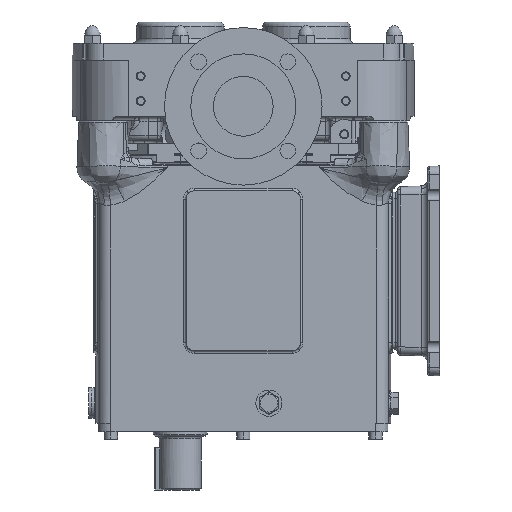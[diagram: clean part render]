
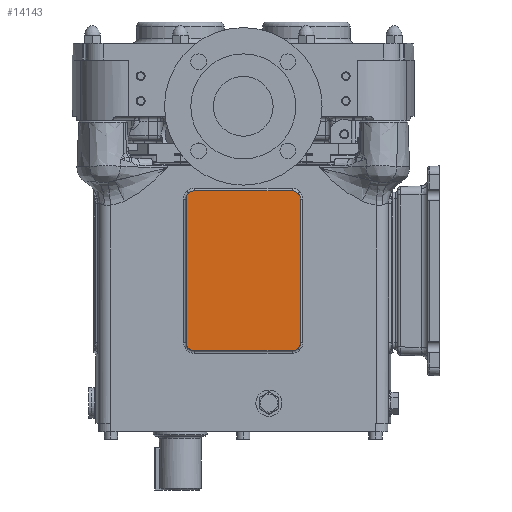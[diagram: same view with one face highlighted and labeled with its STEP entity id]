
A CAD part, left-side view. The second image highlights one B-rep face of the part: STEP entity #14143.
In plain terms, the highlighted planar face has unit normal (-1, 0, 0).
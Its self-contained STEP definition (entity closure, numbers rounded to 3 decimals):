
#145 = VERTEX_POINT ( 'NONE', #22931 ) ;
#954 = EDGE_CURVE ( 'NONE', #5693, #55630, #18025, .T. ) ;
#1407 = EDGE_CURVE ( 'NONE', #145, #18574, #24952, .T. ) ;
#2491 = CARTESIAN_POINT ( 'NONE',  ( -98., -69.175, -291.354 ) ) ;
#5106 = CARTESIAN_POINT ( 'NONE',  ( -98., 69.175, -295.317 ) ) ;
#5693 = VERTEX_POINT ( 'NONE', #64415 ) ;
#6981 = CARTESIAN_POINT ( 'NONE',  ( -98., 59.181, -295.492 ) ) ;
#7862 = CARTESIAN_POINT ( 'NONE',  ( -98., -59.181, -102.143 ) ) ;
#8389 = CARTESIAN_POINT ( 'NONE',  ( -98., 65.036, -102.143 ) ) ;
#9333 = ORIENTED_EDGE ( 'NONE', *, *, #21646, .T. ) ;
#10349 = EDGE_CURVE ( 'NONE', #23678, #18574, #64068, .T. ) ;
#11010 = LINE ( 'NONE', #52551, #37232 ) ;
#11073 = CARTESIAN_POINT ( 'NONE',  ( -98., 69.175, -291.354 ) ) ;
#11123 = ORIENTED_EDGE ( 'NONE', *, *, #17887, .F. ) ;
#11521 = PLANE ( 'NONE',  #33295 ) ;
#12789 = CARTESIAN_POINT ( 'NONE',  ( -98., 59.181, -102.143 ) ) ;
#13646 = CARTESIAN_POINT ( 'NONE',  ( -98., -65.036, -295.492 ) ) ;
#13924 = VECTOR ( 'NONE', #47006, 1000. ) ;
#14143 = ADVANCED_FACE ( 'NONE', ( #54052 ), #11521, .F. ) ;
#14318 = CARTESIAN_POINT ( 'NONE',  ( -98., -59.181, -295.492 ) ) ;
#15064 = EDGE_CURVE ( 'NONE', #37322, #55630, #26402, .T. ) ;
#16414 = DIRECTION ( 'NONE',  ( 0., 1., 0. ) ) ;
#16983 = CARTESIAN_POINT ( 'NONE',  ( -98., 59.181, -295.492 ) ) ;
#17589 = CARTESIAN_POINT ( 'NONE',  ( -98., -69.175, -106.281 ) ) ;
#17887 = EDGE_CURVE ( 'NONE', #5693, #50229, #50831, .T. ) ;
#18025 =( BOUNDED_CURVE ( )  B_SPLINE_CURVE ( 3, ( #12789, #8389, #59036, #33076 ),
 .UNSPECIFIED., .F., .F. ) 
 B_SPLINE_CURVE_WITH_KNOTS ( ( 4, 4 ),
 ( 5.498, 7.068 ),
 .UNSPECIFIED. ) 
 CURVE ( )  GEOMETRIC_REPRESENTATION_ITEM ( )  RATIONAL_B_SPLINE_CURVE ( ( 1., 0.805, 0.805, 1. ) ) 
 REPRESENTATION_ITEM ( '' )  );
#18574 = VERTEX_POINT ( 'NONE', #48958 ) ;
#21313 = VECTOR ( 'NONE', #38777, 1000. ) ;
#21646 = EDGE_CURVE ( 'NONE', #23678, #50229, #37279, .T. ) ;
#22313 = CARTESIAN_POINT ( 'NONE',  ( -98., -69.175, -112.137 ) ) ;
#22637 = CARTESIAN_POINT ( 'NONE',  ( -98., 90., -383.5 ) ) ;
#22931 = CARTESIAN_POINT ( 'NONE',  ( -98., -59.181, -295.492 ) ) ;
#23678 = VERTEX_POINT ( 'NONE', #64073 ) ;
#24124 = CARTESIAN_POINT ( 'NONE',  ( -98., -69.175, -285.498 ) ) ;
#24853 =( BOUNDED_CURVE ( )  B_SPLINE_CURVE ( 3, ( #57346, #11073, #58317, #6981 ),
 .UNSPECIFIED., .F., .F. ) 
 B_SPLINE_CURVE_WITH_KNOTS ( ( 4, 4 ),
 ( 5.498, 7.068 ),
 .UNSPECIFIED. ) 
 CURVE ( )  GEOMETRIC_REPRESENTATION_ITEM ( )  RATIONAL_B_SPLINE_CURVE ( ( 1., 0.805, 0.805, 1. ) ) 
 REPRESENTATION_ITEM ( '' )  );
#24952 =( BOUNDED_CURVE ( )  B_SPLINE_CURVE ( 3, ( #14318, #13646, #2491, #24124 ),
 .UNSPECIFIED., .F., .F. ) 
 B_SPLINE_CURVE_WITH_KNOTS ( ( 4, 4 ),
 ( 5.498, 7.068 ),
 .UNSPECIFIED. ) 
 CURVE ( )  GEOMETRIC_REPRESENTATION_ITEM ( )  RATIONAL_B_SPLINE_CURVE ( ( 1., 0.805, 0.805, 1. ) ) 
 REPRESENTATION_ITEM ( '' )  );
#26402 = LINE ( 'NONE', #5106, #13924 ) ;
#28637 = CARTESIAN_POINT ( 'NONE',  ( -98., -69.175, -295.317 ) ) ;
#30444 = EDGE_LOOP ( 'NONE', ( #55626, #33802, #62392, #63382, #40780, #53837, #9333, #11123 ) ) ;
#33076 = CARTESIAN_POINT ( 'NONE',  ( -98., 69.175, -112.137 ) ) ;
#33266 = VECTOR ( 'NONE', #44408, 1000. ) ;
#33295 = AXIS2_PLACEMENT_3D ( 'NONE', #22637, #52732, #43269 ) ;
#33802 = ORIENTED_EDGE ( 'NONE', *, *, #15064, .F. ) ;
#37232 = VECTOR ( 'NONE', #16414, 1000. ) ;
#37279 =( BOUNDED_CURVE ( )  B_SPLINE_CURVE ( 3, ( #22313, #17589, #59081, #58763 ),
 .UNSPECIFIED., .F., .F. ) 
 B_SPLINE_CURVE_WITH_KNOTS ( ( 4, 4 ),
 ( 5.498, 7.068 ),
 .UNSPECIFIED. ) 
 CURVE ( )  GEOMETRIC_REPRESENTATION_ITEM ( )  RATIONAL_B_SPLINE_CURVE ( ( 1., 0.805, 0.805, 1. ) ) 
 REPRESENTATION_ITEM ( '' )  );
#37322 = VERTEX_POINT ( 'NONE', #63801 ) ;
#38777 = DIRECTION ( 'NONE',  ( 0., 0., -1. ) ) ;
#40780 = ORIENTED_EDGE ( 'NONE', *, *, #1407, .T. ) ;
#42360 = CARTESIAN_POINT ( 'NONE',  ( -98., 69.175, -112.137 ) ) ;
#43269 = DIRECTION ( 'NONE',  ( 0., 0., -1. ) ) ;
#44408 = DIRECTION ( 'NONE',  ( 0., -1., 0. ) ) ;
#44666 = VERTEX_POINT ( 'NONE', #16983 ) ;
#47006 = DIRECTION ( 'NONE',  ( 0., 0., 1. ) ) ;
#48958 = CARTESIAN_POINT ( 'NONE',  ( -98., -69.175, -285.498 ) ) ;
#49822 = CARTESIAN_POINT ( 'NONE',  ( -98., 69., -102.143 ) ) ;
#50229 = VERTEX_POINT ( 'NONE', #7862 ) ;
#50831 = LINE ( 'NONE', #49822, #33266 ) ;
#52551 = CARTESIAN_POINT ( 'NONE',  ( -98., 69., -295.492 ) ) ;
#52732 = DIRECTION ( 'NONE',  ( 1., 0., 0. ) ) ;
#53837 = ORIENTED_EDGE ( 'NONE', *, *, #10349, .F. ) ;
#54052 = FACE_OUTER_BOUND ( 'NONE', #30444, .T. ) ;
#55316 = EDGE_CURVE ( 'NONE', #145, #44666, #11010, .T. ) ;
#55626 = ORIENTED_EDGE ( 'NONE', *, *, #954, .T. ) ;
#55630 = VERTEX_POINT ( 'NONE', #42360 ) ;
#57346 = CARTESIAN_POINT ( 'NONE',  ( -98., 69.175, -285.498 ) ) ;
#57530 = EDGE_CURVE ( 'NONE', #37322, #44666, #24853, .T. ) ;
#58317 = CARTESIAN_POINT ( 'NONE',  ( -98., 65.036, -295.492 ) ) ;
#58763 = CARTESIAN_POINT ( 'NONE',  ( -98., -59.181, -102.143 ) ) ;
#59036 = CARTESIAN_POINT ( 'NONE',  ( -98., 69.175, -106.281 ) ) ;
#59081 = CARTESIAN_POINT ( 'NONE',  ( -98., -65.036, -102.143 ) ) ;
#62392 = ORIENTED_EDGE ( 'NONE', *, *, #57530, .T. ) ;
#63382 = ORIENTED_EDGE ( 'NONE', *, *, #55316, .F. ) ;
#63801 = CARTESIAN_POINT ( 'NONE',  ( -98., 69.175, -285.498 ) ) ;
#64068 = LINE ( 'NONE', #28637, #21313 ) ;
#64073 = CARTESIAN_POINT ( 'NONE',  ( -98., -69.175, -112.137 ) ) ;
#64415 = CARTESIAN_POINT ( 'NONE',  ( -98., 59.181, -102.143 ) ) ;
